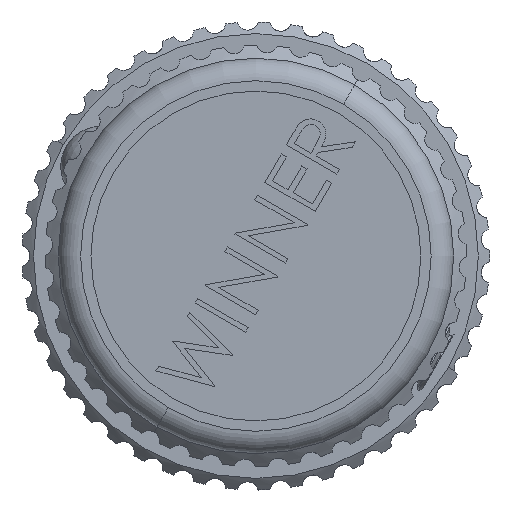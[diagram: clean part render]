
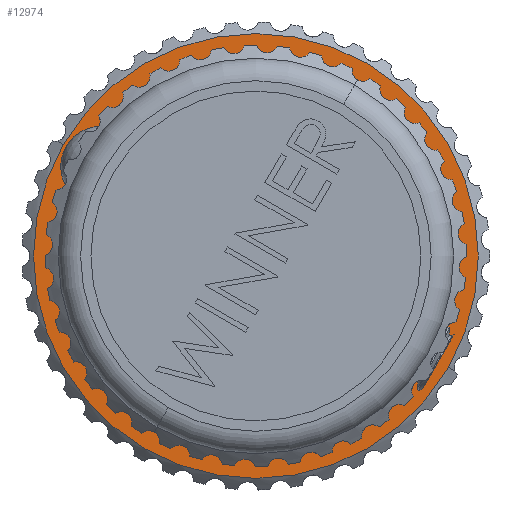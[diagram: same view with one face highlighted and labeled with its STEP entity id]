
A CAD part, left-side view. The second image highlights one B-rep face of the part: STEP entity #12974.
In plain terms, the highlighted planar face has unit normal (-1, 0, 0).
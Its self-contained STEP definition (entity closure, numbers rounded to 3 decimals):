
#2083 = CARTESIAN_POINT ( 'NONE',  ( -6.52, -6.526, -3.768 ) ) ;
#2482 = DIRECTION ( 'NONE',  ( 0., -0.866, -0.5 ) ) ;
#4831 = CARTESIAN_POINT ( 'NONE',  ( -6.52, 0., 0. ) ) ;
#5061 = DIRECTION ( 'NONE',  ( 1., 0., 0. ) ) ;
#5082 = ORIENTED_EDGE ( 'NONE', *, *, #31061, .T. ) ;
#5493 = ORIENTED_EDGE ( 'NONE', *, *, #53472, .T. ) ;
#7862 = FACE_BOUND ( 'NONE', #52108, .T. ) ;
#8699 = CIRCLE ( 'NONE', #37569, 7.536 ) ;
#8985 = DIRECTION ( 'NONE',  ( 0., 0.866, 0.5 ) ) ;
#9064 = CARTESIAN_POINT ( 'NONE',  ( -6.52, -13.25, -7.65 ) ) ;
#9389 = EDGE_CURVE ( 'NONE', #46709, #47087, #8699, .T. ) ;
#11407 = AXIS2_PLACEMENT_3D ( 'NONE', #35116, #26728, #2482 ) ;
#12853 = EDGE_LOOP ( 'NONE', ( #5493, #34982 ) ) ;
#12974 = ADVANCED_FACE ( 'NONE', ( #7862, #17662 ), #47763, .T. ) ;
#14062 = DIRECTION ( 'NONE',  ( 0., -0.866, -0.5 ) ) ;
#14437 = AXIS2_PLACEMENT_3D ( 'NONE', #31477, #43959, #23806 ) ;
#17662 = FACE_OUTER_BOUND ( 'NONE', #12853, .T. ) ;
#18773 = ORIENTED_EDGE ( 'NONE', *, *, #9389, .T. ) ;
#23304 = CIRCLE ( 'NONE', #49299, 7.536 ) ;
#23548 = CIRCLE ( 'NONE', #14437, 15.3 ) ;
#23806 = DIRECTION ( 'NONE',  ( 0., -0.866, -0.5 ) ) ;
#24738 = EDGE_CURVE ( 'NONE', #26239, #28682, #23548, .T. ) ;
#26239 = VERTEX_POINT ( 'NONE', #9064 ) ;
#26728 = DIRECTION ( 'NONE',  ( -1., 0., 0. ) ) ;
#28682 = VERTEX_POINT ( 'NONE', #44193 ) ;
#31061 = EDGE_CURVE ( 'NONE', #47087, #46709, #23304, .T. ) ;
#31477 = CARTESIAN_POINT ( 'NONE',  ( -6.52, 0., 0. ) ) ;
#33777 = AXIS2_PLACEMENT_3D ( 'NONE', #42966, #51746, #14062 ) ;
#34008 = DIRECTION ( 'NONE',  ( 1., 0., 0. ) ) ;
#34982 = ORIENTED_EDGE ( 'NONE', *, *, #24738, .T. ) ;
#35116 = CARTESIAN_POINT ( 'NONE',  ( -6.52, 0., 0. ) ) ;
#36762 = CARTESIAN_POINT ( 'NONE',  ( -6.52, 6.526, 3.768 ) ) ;
#37569 = AXIS2_PLACEMENT_3D ( 'NONE', #4831, #34008, #8985 ) ;
#38784 = CARTESIAN_POINT ( 'NONE',  ( -6.52, 0., 0. ) ) ;
#42966 = CARTESIAN_POINT ( 'NONE',  ( -6.52, 0., 0. ) ) ;
#43959 = DIRECTION ( 'NONE',  ( -1., 0., 0. ) ) ;
#44193 = CARTESIAN_POINT ( 'NONE',  ( -6.52, 13.25, 7.65 ) ) ;
#46709 = VERTEX_POINT ( 'NONE', #36762 ) ;
#47087 = VERTEX_POINT ( 'NONE', #2083 ) ;
#47763 = PLANE ( 'NONE',  #11407 ) ;
#49299 = AXIS2_PLACEMENT_3D ( 'NONE', #38784, #5061, #50909 ) ;
#50909 = DIRECTION ( 'NONE',  ( 0., 0.866, 0.5 ) ) ;
#51623 = CIRCLE ( 'NONE', #33777, 15.3 ) ;
#51746 = DIRECTION ( 'NONE',  ( -1., 0., 0. ) ) ;
#52108 = EDGE_LOOP ( 'NONE', ( #5082, #18773 ) ) ;
#53472 = EDGE_CURVE ( 'NONE', #28682, #26239, #51623, .T. ) ;
